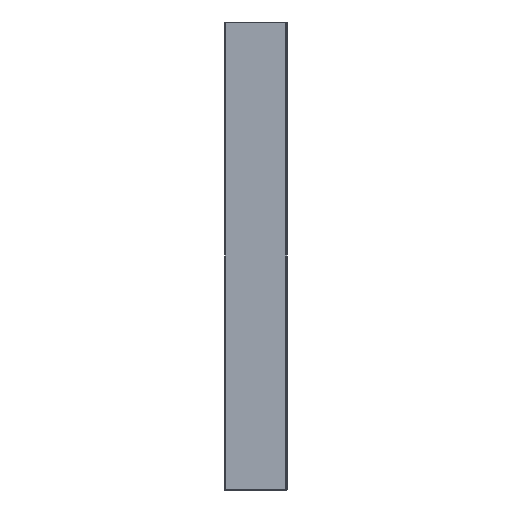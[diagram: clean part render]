
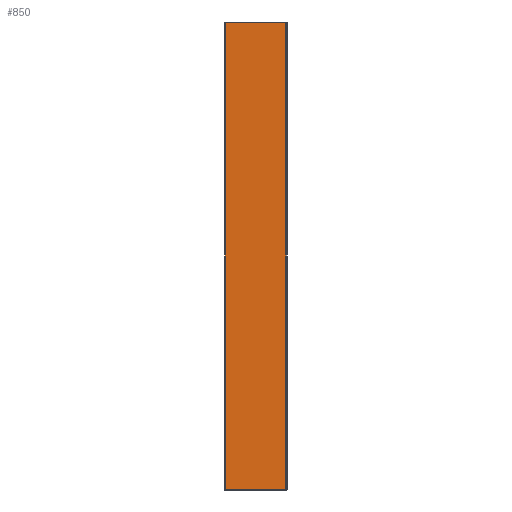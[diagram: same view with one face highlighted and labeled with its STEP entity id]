
A CAD part, front view. The second image highlights one B-rep face of the part: STEP entity #850.
In plain terms, the highlighted planar face has unit normal (0, -1, 0).
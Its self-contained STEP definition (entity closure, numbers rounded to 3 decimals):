
#850=ADVANCED_FACE('',(#2650),#2651,.T.);
#2650=FACE_OUTER_BOUND('',#5354,.T.);
#2651=PLANE('',#5355);
#5354=EDGE_LOOP('',(#11049,#11050,#11051,#11052));
#5355=AXIS2_PLACEMENT_3D('',#11053,#11054,#11055);
#11049=ORIENTED_EDGE('',*,*,#18889,.F.);
#11050=ORIENTED_EDGE('',*,*,#18759,.F.);
#11051=ORIENTED_EDGE('',*,*,#18793,.T.);
#11052=ORIENTED_EDGE('',*,*,#18950,.T.);
#11053=CARTESIAN_POINT('',(80.967,-291.558,0.0));
#11054=DIRECTION('',(0.,-1.0,0.));
#11055=DIRECTION('',(1.0,0.,0.));
#18759=EDGE_CURVE('',#22998,#23000,#23001,.T.);
#18793=EDGE_CURVE('',#22998,#23066,#23068,.T.);
#18889=EDGE_CURVE('',#23000,#23243,#23244,.T.);
#18950=EDGE_CURVE('',#23066,#23243,#23322,.T.);
#22998=VERTEX_POINT('',#29540);
#23000=VERTEX_POINT('',#29542);
#23001=LINE('',#29543,#29544);
#23066=VERTEX_POINT('',#29625);
#23068=LINE('',#29627,#29628);
#23243=VERTEX_POINT('',#29842);
#23244=LINE('',#29843,#29844);
#23322=LINE('',#29964,#29965);
#29540=CARTESIAN_POINT('',(80.967,-291.558,0.0));
#29542=CARTESIAN_POINT('',(80.967,-291.558,-1346.0));
#29543=CARTESIAN_POINT('',(80.967,-291.558,0.0));
#29544=VECTOR('',#36727,1000.0);
#29625=CARTESIAN_POINT('',(-93.523,-291.558,0.0));
#29627=CARTESIAN_POINT('',(80.967,-291.558,0.0));
#29628=VECTOR('',#36795,1000.0);
#29842=CARTESIAN_POINT('',(-93.523,-291.558,-1346.0));
#29843=CARTESIAN_POINT('',(80.967,-291.558,-1346.0));
#29844=VECTOR('',#37003,1000.0);
#29964=CARTESIAN_POINT('',(-93.523,-291.558,0.0));
#29965=VECTOR('',#37100,1000.0);
#36727=DIRECTION('',(0.,0.,-1.0));
#36795=DIRECTION('',(-1.0,0.,0.));
#37003=DIRECTION('',(-1.0,0.,0.));
#37100=DIRECTION('',(0.,0.,-1.0));
